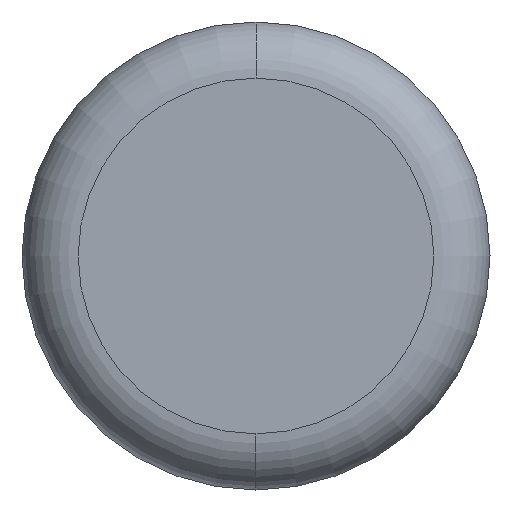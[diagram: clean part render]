
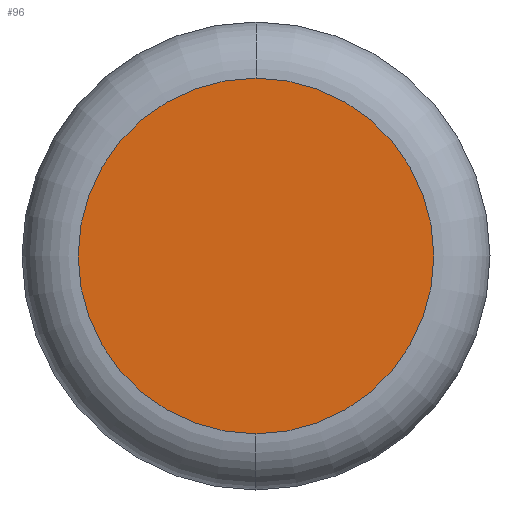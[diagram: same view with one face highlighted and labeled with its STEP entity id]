
A CAD part, front view. The second image highlights one B-rep face of the part: STEP entity #96.
In plain terms, the highlighted planar face has unit normal (0, -1, 0).
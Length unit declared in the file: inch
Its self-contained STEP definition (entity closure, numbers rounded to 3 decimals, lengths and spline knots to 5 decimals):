
#15 = DIRECTION ( 'NONE',  ( 0., -1., 0. ) ) ;
#29 = DIRECTION ( 'NONE',  ( 0., 0., -1. ) ) ;
#30 = VERTEX_POINT ( 'NONE', #124 ) ;
#40 = CIRCLE ( 'NONE', #292, 0.0475 ) ;
#79 = EDGE_LOOP ( 'NONE', ( #325, #334 ) ) ;
#82 = CARTESIAN_POINT ( 'NONE',  ( 0., 0., 0.0475 ) ) ;
#86 = AXIS2_PLACEMENT_3D ( 'NONE', #104, #15, #187 ) ;
#96 = ADVANCED_FACE ( 'NONE', ( #128 ), #277, .T. ) ;
#104 = CARTESIAN_POINT ( 'NONE',  ( 0., 0., 0. ) ) ;
#124 = CARTESIAN_POINT ( 'NONE',  ( 0., 0., -0.0475 ) ) ;
#128 = FACE_OUTER_BOUND ( 'NONE', #79, .T. ) ;
#139 = CARTESIAN_POINT ( 'NONE',  ( 0., 0., 0. ) ) ;
#142 = DIRECTION ( 'NONE',  ( 0., 0., -1. ) ) ;
#143 = EDGE_CURVE ( 'NONE', #172, #30, #161, .T. ) ;
#161 = CIRCLE ( 'NONE', #260, 0.0475 ) ;
#169 = CARTESIAN_POINT ( 'NONE',  ( 0., 0., 0. ) ) ;
#172 = VERTEX_POINT ( 'NONE', #82 ) ;
#187 = DIRECTION ( 'NONE',  ( 0., 0., -1. ) ) ;
#260 = AXIS2_PLACEMENT_3D ( 'NONE', #169, #392, #142 ) ;
#264 = EDGE_CURVE ( 'NONE', #30, #172, #40, .T. ) ;
#277 = PLANE ( 'NONE',  #86 ) ;
#292 = AXIS2_PLACEMENT_3D ( 'NONE', #139, #354, #29 ) ;
#325 = ORIENTED_EDGE ( 'NONE', *, *, #264, .T. ) ;
#334 = ORIENTED_EDGE ( 'NONE', *, *, #143, .T. ) ;
#354 = DIRECTION ( 'NONE',  ( 0., -1., 0. ) ) ;
#392 = DIRECTION ( 'NONE',  ( 0., -1., 0. ) ) ;
